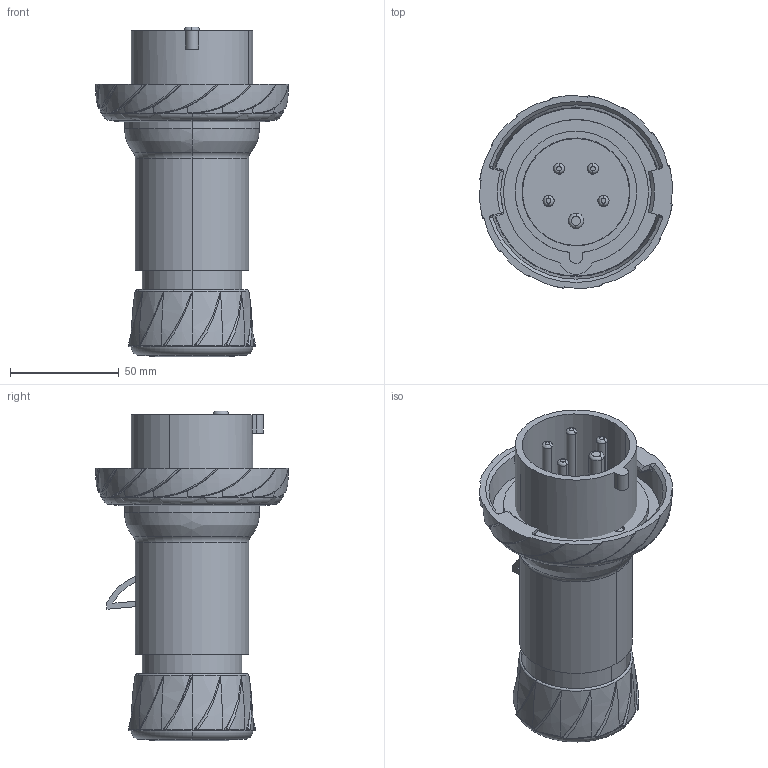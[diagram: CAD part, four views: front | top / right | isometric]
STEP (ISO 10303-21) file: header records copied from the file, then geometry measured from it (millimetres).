
FILE_DESCRIPTION((''),'2;1');
FILE_NAME('PKE16M735_3D-SIMPLIFIED_ASM','2022-12-07T14:27:07',('gines.fernandez'),(''),'CREO PARAMETRIC BY PTC INC, 2018260','CREO PARAMETRIC BY PTC INC, 2018260','');
FILE_SCHEMA(('CONFIG_CONTROL_DESIGN'));
Products named in the file (14): PRT_001; PRT_002; PRT_003; PRT_004; PRT_005; PRT_006; PRT_008; PRT_009; PRT_010; PRT_011; PRT_012; PRT_007; ASM01_ASM; PKE16M735_3D-SIMPLIFIED_ASM
Assembly tree (13 placements, depth 3):
  PKE16M735_3D-SIMPLIFIED_ASM
    PRT_001
    PRT_002
    PRT_003
    PRT_004
    PRT_005
    PRT_006
    ASM01_ASM
      PRT_008
      PRT_009
      PRT_010
      PRT_011
      PRT_012
      PRT_007
Bounding box: 88.43 x 88.43 x 151.34 mm (x, y, z)
Volume: 172903.1 mm3; surface area: 103400.1 mm2
Topology: 12 solids, 12 shells, 431 faces, 1189 edges, 799 vertices
Faces by surface type: cylinder 149, plane 100, bspline 90, torus 67, cone 21, sphere 4
Entity records: 21481 total; most frequent: CARTESIAN_POINT 10782, ORIENTED_EDGE 2370, DIRECTION 2040, EDGE_CURVE 1185, AXIS2_PLACEMENT_3D 885, VERTEX_POINT 799, CIRCLE 511, EDGE_LOOP 466
